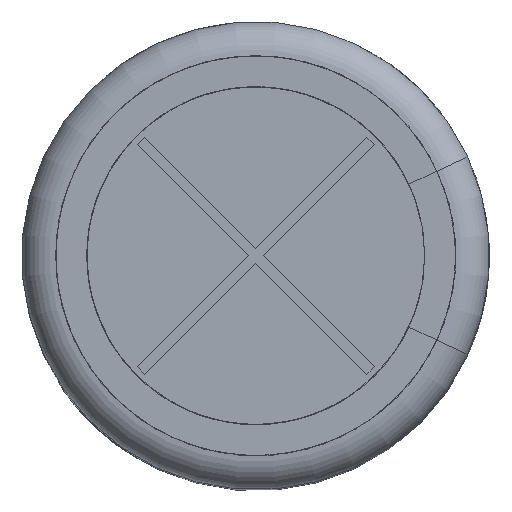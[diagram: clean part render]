
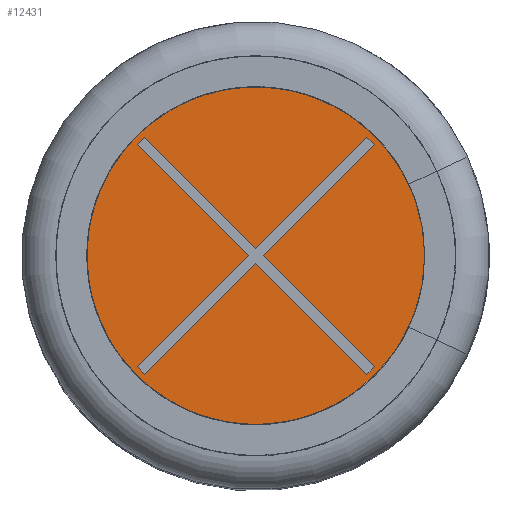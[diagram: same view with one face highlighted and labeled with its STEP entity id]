
A CAD part, top view. The second image highlights one B-rep face of the part: STEP entity #12431.
In plain terms, the highlighted planar face has unit normal (0, 0, 1).
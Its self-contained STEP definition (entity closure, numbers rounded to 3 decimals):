
#832=LINE('',#25970,#1493);
#835=LINE('',#25976,#1496);
#837=LINE('',#25980,#1498);
#839=LINE('',#25984,#1500);
#841=LINE('',#25988,#1502);
#843=LINE('',#25992,#1504);
#845=LINE('',#25996,#1506);
#847=LINE('',#26000,#1508);
#849=LINE('',#26004,#1510);
#851=LINE('',#26008,#1512);
#853=LINE('',#26012,#1514);
#855=LINE('',#26016,#1516);
#1493=VECTOR('',#15510,1000.);
#1496=VECTOR('',#15515,1000.);
#1498=VECTOR('',#15519,1000.);
#1500=VECTOR('',#15523,1000.);
#1502=VECTOR('',#15527,1000.);
#1504=VECTOR('',#15531,1000.);
#1506=VECTOR('',#15535,1000.);
#1508=VECTOR('',#15539,1000.);
#1510=VECTOR('',#15543,1000.);
#1512=VECTOR('',#15547,1000.);
#1514=VECTOR('',#15551,1000.);
#1516=VECTOR('',#15555,1000.);
#4305=ORIENTED_EDGE('',*,*,#5547,.T.);
#4306=ORIENTED_EDGE('',*,*,#5570,.T.);
#4307=ORIENTED_EDGE('',*,*,#5568,.T.);
#4308=ORIENTED_EDGE('',*,*,#5566,.T.);
#4309=ORIENTED_EDGE('',*,*,#5564,.T.);
#4310=ORIENTED_EDGE('',*,*,#5562,.T.);
#4311=ORIENTED_EDGE('',*,*,#5560,.T.);
#4312=ORIENTED_EDGE('',*,*,#5558,.T.);
#4313=ORIENTED_EDGE('',*,*,#5556,.T.);
#4314=ORIENTED_EDGE('',*,*,#5554,.T.);
#4315=ORIENTED_EDGE('',*,*,#5552,.T.);
#4316=ORIENTED_EDGE('',*,*,#5550,.T.);
#4317=ORIENTED_EDGE('',*,*,#5574,.F.);
#5547=EDGE_CURVE('',#6414,#6415,#832,.T.);
#5550=EDGE_CURVE('',#6416,#6414,#835,.T.);
#5552=EDGE_CURVE('',#6417,#6416,#837,.T.);
#5554=EDGE_CURVE('',#6418,#6417,#839,.T.);
#5556=EDGE_CURVE('',#6419,#6418,#841,.T.);
#5558=EDGE_CURVE('',#6420,#6419,#843,.T.);
#5560=EDGE_CURVE('',#6421,#6420,#845,.T.);
#5562=EDGE_CURVE('',#6422,#6421,#847,.T.);
#5564=EDGE_CURVE('',#6423,#6422,#849,.T.);
#5566=EDGE_CURVE('',#6424,#6423,#851,.T.);
#5568=EDGE_CURVE('',#6425,#6424,#853,.T.);
#5570=EDGE_CURVE('',#6415,#6425,#855,.T.);
#5574=EDGE_CURVE('',#6429,#6429,#6728,.T.);
#6414=VERTEX_POINT('',#25971);
#6415=VERTEX_POINT('',#25972);
#6416=VERTEX_POINT('',#25977);
#6417=VERTEX_POINT('',#25981);
#6418=VERTEX_POINT('',#25985);
#6419=VERTEX_POINT('',#25989);
#6420=VERTEX_POINT('',#25993);
#6421=VERTEX_POINT('',#25997);
#6422=VERTEX_POINT('',#26001);
#6423=VERTEX_POINT('',#26005);
#6424=VERTEX_POINT('',#26009);
#6425=VERTEX_POINT('',#26013);
#6429=VERTEX_POINT('',#26027);
#6728=CIRCLE('',#13263,6.843);
#7351=EDGE_LOOP('',(#4305,#4306,#4307,#4308,#4309,#4310,#4311,#4312,#4313,
#4314,#4315,#4316));
#7352=EDGE_LOOP('',(#4317));
#7983=FACE_BOUND('',#7351,.T.);
#7984=FACE_BOUND('',#7352,.T.);
#8313=PLANE('',#13264);
#12431=ADVANCED_FACE('',(#7983,#7984),#8313,.T.);
#13263=AXIS2_PLACEMENT_3D('',#26026,#15568,#15569);
#13264=AXIS2_PLACEMENT_3D('',#26028,#15570,#15571);
#15510=DIRECTION('',(0.707,0.707,0.));
#15515=DIRECTION('',(-0.707,0.707,0.));
#15519=DIRECTION('',(0.707,0.707,0.));
#15523=DIRECTION('',(-0.707,0.707,0.));
#15527=DIRECTION('',(-0.707,-0.707,0.));
#15531=DIRECTION('',(-0.707,0.707,0.));
#15535=DIRECTION('',(-0.707,-0.707,0.));
#15539=DIRECTION('',(0.707,-0.707,0.));
#15543=DIRECTION('',(-0.707,-0.707,0.));
#15547=DIRECTION('',(0.707,-0.707,0.));
#15551=DIRECTION('',(0.707,0.707,0.));
#15555=DIRECTION('',(0.707,-0.707,0.));
#15568=DIRECTION('',(0.,0.,-1.));
#15569=DIRECTION('',(-1.,0.,0.));
#15570=DIRECTION('',(0.,0.,1.));
#15571=DIRECTION('',(1.,0.,0.));
#25970=CARTESIAN_POINT('',(-3.801,4.052,24.78));
#25971=CARTESIAN_POINT('',(-4.052,3.801,24.78));
#25972=CARTESIAN_POINT('',(-3.801,4.052,24.78));
#25976=CARTESIAN_POINT('',(-0.251,0.,24.78));
#25977=CARTESIAN_POINT('',(-0.251,0.,24.78));
#25980=CARTESIAN_POINT('',(-0.251,0.,24.78));
#25981=CARTESIAN_POINT('',(-4.052,-3.801,24.78));
#25984=CARTESIAN_POINT('',(-3.801,-4.052,24.78));
#25985=CARTESIAN_POINT('',(-3.801,-4.052,24.78));
#25988=CARTESIAN_POINT('',(0.,-0.251,24.78));
#25989=CARTESIAN_POINT('',(0.,-0.251,24.78));
#25992=CARTESIAN_POINT('',(0.,-0.251,24.78));
#25993=CARTESIAN_POINT('',(3.801,-4.052,24.78));
#25996=CARTESIAN_POINT('',(4.052,-3.801,24.78));
#25997=CARTESIAN_POINT('',(4.052,-3.801,24.78));
#26000=CARTESIAN_POINT('',(0.251,0.,24.78));
#26001=CARTESIAN_POINT('',(0.251,0.,24.78));
#26004=CARTESIAN_POINT('',(0.251,0.,24.78));
#26005=CARTESIAN_POINT('',(4.052,3.801,24.78));
#26008=CARTESIAN_POINT('',(4.052,3.801,24.78));
#26009=CARTESIAN_POINT('',(3.801,4.052,24.78));
#26012=CARTESIAN_POINT('',(0.,0.251,24.78));
#26013=CARTESIAN_POINT('',(0.,0.251,24.78));
#26016=CARTESIAN_POINT('',(0.,0.251,24.78));
#26026=CARTESIAN_POINT('',(0.,0.,24.78));
#26027=CARTESIAN_POINT('',(-6.843,0.,24.78));
#26028=CARTESIAN_POINT('',(-6.843,0.,24.78));
